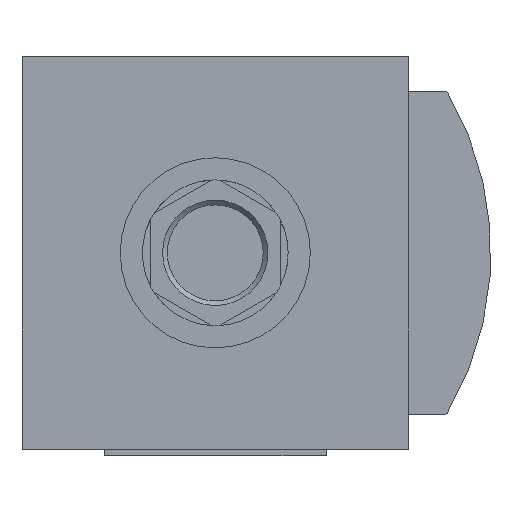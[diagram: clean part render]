
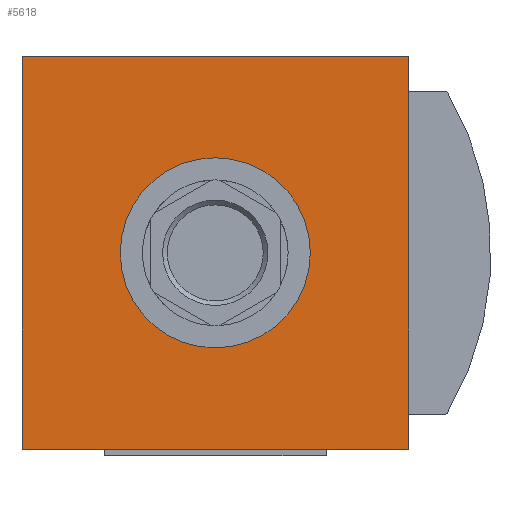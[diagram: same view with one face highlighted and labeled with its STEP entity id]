
A CAD part, front view. The second image highlights one B-rep face of the part: STEP entity #5618.
In plain terms, the highlighted planar face has unit normal (0, -1, 0).
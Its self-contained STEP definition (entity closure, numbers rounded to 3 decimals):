
#88=PLANE('',#5902);
#258=CIRCLE('',#5903,30.);
#695=ORIENTED_EDGE('',*,*,#1816,.F.);
#696=ORIENTED_EDGE('',*,*,#1711,.F.);
#697=ORIENTED_EDGE('',*,*,#1688,.F.);
#698=ORIENTED_EDGE('',*,*,#1717,.F.);
#699=ORIENTED_EDGE('',*,*,#1672,.F.);
#1672=EDGE_CURVE('',#2256,#2257,#2639,.T.);
#1688=EDGE_CURVE('',#2272,#2273,#2655,.T.);
#1711=EDGE_CURVE('',#2273,#2256,#2674,.T.);
#1717=EDGE_CURVE('',#2257,#2272,#2680,.T.);
#1816=EDGE_CURVE('',#2355,#2355,#258,.F.);
#2256=VERTEX_POINT('',#7585);
#2257=VERTEX_POINT('',#7587);
#2272=VERTEX_POINT('',#7618);
#2273=VERTEX_POINT('',#7620);
#2355=VERTEX_POINT('',#7870);
#2639=LINE('',#7586,#3080);
#2655=LINE('',#7619,#3096);
#2674=LINE('',#7664,#3115);
#2680=LINE('',#7677,#3121);
#3080=VECTOR('',#6359,1000.);
#3096=VECTOR('',#6377,1000.);
#3115=VECTOR('',#6414,1000.);
#3121=VECTOR('',#6424,1000.);
#3518=EDGE_LOOP('',(#695));
#3519=EDGE_LOOP('',(#696,#697,#698,#699));
#3767=FACE_BOUND('',#3518,.T.);
#3768=FACE_BOUND('',#3519,.T.);
#5618=ADVANCED_FACE('',(#3767,#3768),#88,.F.);
#5902=AXIS2_PLACEMENT_3D('',#7868,#6602,#6603);
#5903=AXIS2_PLACEMENT_3D('',#7869,#6604,#6605);
#6359=DIRECTION('',(1.,0.,0.));
#6377=DIRECTION('',(-1.,0.,0.));
#6414=DIRECTION('',(0.,0.,1.));
#6424=DIRECTION('',(0.,0.,-1.));
#6602=DIRECTION('',(0.,1.,0.));
#6603=DIRECTION('',(0.,0.,1.));
#6604=DIRECTION('',(0.,1.,0.));
#6605=DIRECTION('',(0.,0.,1.));
#7585=CARTESIAN_POINT('',(-61.,-80.,62.));
#7586=CARTESIAN_POINT('',(-61.,-80.,62.));
#7587=CARTESIAN_POINT('',(61.,-80.,62.));
#7618=CARTESIAN_POINT('',(61.,-80.,-62.));
#7619=CARTESIAN_POINT('',(61.,-80.,-62.));
#7620=CARTESIAN_POINT('',(-61.,-80.,-62.));
#7664=CARTESIAN_POINT('',(-61.,-80.,-62.));
#7677=CARTESIAN_POINT('',(61.,-80.,62.));
#7868=CARTESIAN_POINT('',(0.,-80.,0.));
#7869=CARTESIAN_POINT('',(0.,-80.,0.));
#7870=CARTESIAN_POINT('',(0.,-80.,30.));
